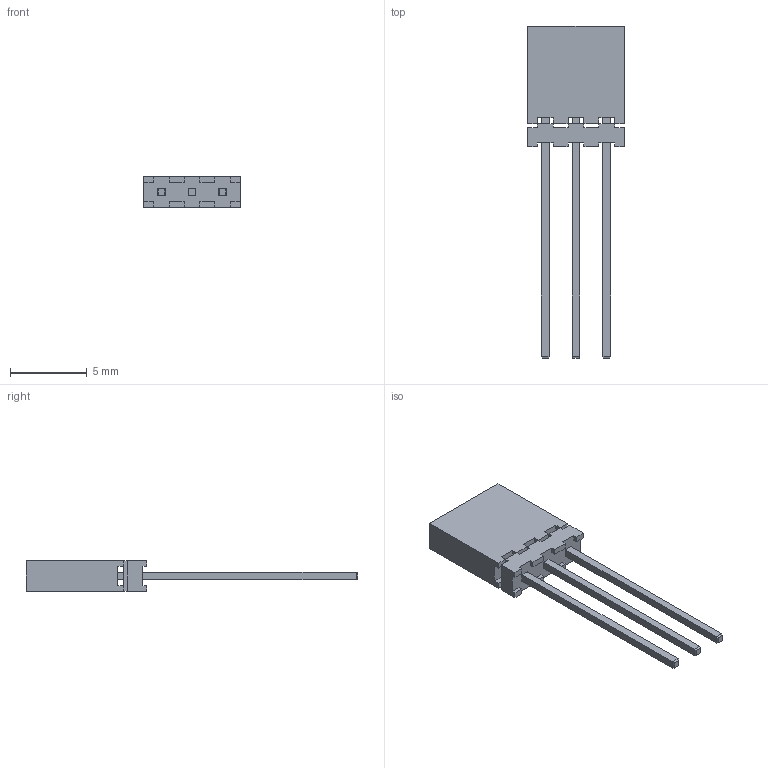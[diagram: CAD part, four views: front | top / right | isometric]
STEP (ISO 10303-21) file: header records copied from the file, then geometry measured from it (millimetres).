
FILE_DESCRIPTION(/* description */ ('STEP AP214'),/* implementation_level */ '2;1');
FILE_NAME(/* name */ 'ESQT-103-02-F-S-309.step',/* time_stamp */ '2024-10-03T19:28:06+02:00',/* author */ (''),/* organization */ (''),/* preprocessor_version */ 'ST-DEVELOPER v20',/* originating_system */ 'Autodesk Translation Framework v13.14.0.145',/* authorisation */ '');
FILE_SCHEMA (('AUTOMOTIVE_DESIGN { 1 0 10303 214 3 1 1 }'));
Length unit declared in the file: inch
Products named in the file (5): ESQT-103-02-F-S-309; ESQT-103-02-F-S-309_S; ESQT-103-02-F-S-309_P; ESQT-103-02-F-S-3092_P; ESQT-103-02-F-S-309_BS
Assembly tree (4 placements, depth 2):
  ESQT-103-02-F-S-309
    ESQT-103-02-F-S-309_S
    ESQT-103-02-F-S-309_P
    ESQT-103-02-F-S-3092_P
    ESQT-103-02-F-S-309_BS
Bounding box: 6.3 x 21.59 x 2 mm (x, y, z)
Volume: 100.3 mm3; surface area: 378.3 mm2
Topology: 4 solids, 4 shells, 179 faces, 474 edges, 312 vertices
Faces by surface type: plane 176, cylinder 3
Entity records: 5621 total; most frequent: CARTESIAN_POINT 975, ORIENTED_EDGE 948, DIRECTION 858, EDGE_CURVE 474, LINE 468, VECTOR 468, VERTEX_POINT 312, AXIS2_PLACEMENT_3D 195
